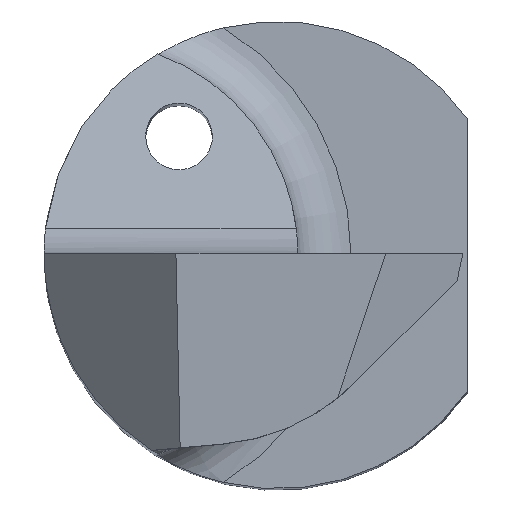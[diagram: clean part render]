
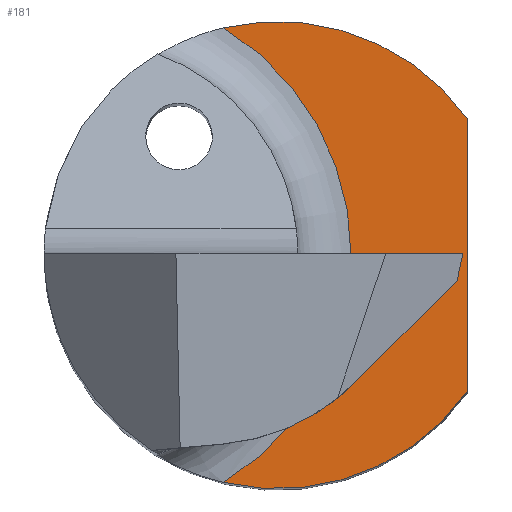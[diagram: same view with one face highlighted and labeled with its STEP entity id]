
A CAD part, top view. The second image highlights one B-rep face of the part: STEP entity #181.
In plain terms, the highlighted planar face has unit normal (0, 0, 1).
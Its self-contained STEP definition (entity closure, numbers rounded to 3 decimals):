
#4 = DIRECTION ( 'NONE',  ( 1., 0., 0. ) ) ;
#7 = AXIS2_PLACEMENT_3D ( 'NONE', #528, #238, #881 ) ;
#48 = LINE ( 'NONE', #342, #460 ) ;
#72 = CIRCLE ( 'NONE', #379, 3.991 ) ;
#78 = FACE_OUTER_BOUND ( 'NONE', #139, .T. ) ;
#81 = DIRECTION ( 'NONE',  ( 0., 0., 1. ) ) ;
#91 = CARTESIAN_POINT ( 'NONE',  ( -0.809, -3.405, 14.75 ) ) ;
#115 = DIRECTION ( 'NONE',  ( 1., 0., 0. ) ) ;
#122 = CARTESIAN_POINT ( 'NONE',  ( 2.85, -2.032, 14.75 ) ) ;
#139 = EDGE_LOOP ( 'NONE', ( #289, #817, #316, #854, #397 ) ) ;
#140 = AXIS2_PLACEMENT_3D ( 'NONE', #358, #81, #4 ) ;
#142 = CIRCLE ( 'NONE', #7, 3.991 ) ;
#181 = ADVANCED_FACE ( 'NONE', ( #78 ), #804, .T. ) ;
#238 = DIRECTION ( 'NONE',  ( 0., 0., -1. ) ) ;
#245 = DIRECTION ( 'NONE',  ( 0., 0., -1. ) ) ;
#249 = DIRECTION ( 'NONE',  ( 1., 0., 0. ) ) ;
#289 = ORIENTED_EDGE ( 'NONE', *, *, #374, .T. ) ;
#299 = CARTESIAN_POINT ( 'NONE',  ( -0.809, 3.405, 14.75 ) ) ;
#308 = VERTEX_POINT ( 'NONE', #786 ) ;
#316 = ORIENTED_EDGE ( 'NONE', *, *, #610, .T. ) ;
#342 = CARTESIAN_POINT ( 'NONE',  ( 2.85, -0.5, 14.75 ) ) ;
#358 = CARTESIAN_POINT ( 'NONE',  ( 0., 0., 14.75 ) ) ;
#374 = EDGE_CURVE ( 'NONE', #308, #582, #820, .T. ) ;
#379 = AXIS2_PLACEMENT_3D ( 'NONE', #589, #245, #877 ) ;
#390 = VERTEX_POINT ( 'NONE', #91 ) ;
#397 = ORIENTED_EDGE ( 'NONE', *, *, #519, .T. ) ;
#423 = VERTEX_POINT ( 'NONE', #871 ) ;
#460 = VECTOR ( 'NONE', #627, 1000. ) ;
#461 = CARTESIAN_POINT ( 'NONE',  ( 0., 0., 14.75 ) ) ;
#487 = CARTESIAN_POINT ( 'NONE',  ( 0., 0., 14.75 ) ) ;
#519 = EDGE_CURVE ( 'NONE', #557, #308, #48, .T. ) ;
#528 = CARTESIAN_POINT ( 'NONE',  ( -2.891, 0., 14.75 ) ) ;
#531 = DIRECTION ( 'NONE',  ( 0., 0., 1. ) ) ;
#545 = CIRCLE ( 'NONE', #821, 3.5 ) ;
#557 = VERTEX_POINT ( 'NONE', #122 ) ;
#582 = VERTEX_POINT ( 'NONE', #299 ) ;
#589 = CARTESIAN_POINT ( 'NONE',  ( -2.891, 0., 14.75 ) ) ;
#599 = EDGE_CURVE ( 'NONE', #582, #423, #72, .T. ) ;
#603 = DIRECTION ( 'NONE',  ( 0., 0., 1. ) ) ;
#610 = EDGE_CURVE ( 'NONE', #423, #390, #142, .T. ) ;
#627 = DIRECTION ( 'NONE',  ( 0., 1., 0. ) ) ;
#766 = EDGE_CURVE ( 'NONE', #390, #557, #545, .T. ) ;
#778 = AXIS2_PLACEMENT_3D ( 'NONE', #461, #531, #249 ) ;
#786 = CARTESIAN_POINT ( 'NONE',  ( 2.85, 2.032, 14.75 ) ) ;
#804 = PLANE ( 'NONE',  #140 ) ;
#817 = ORIENTED_EDGE ( 'NONE', *, *, #599, .T. ) ;
#820 = CIRCLE ( 'NONE', #778, 3.5 ) ;
#821 = AXIS2_PLACEMENT_3D ( 'NONE', #487, #603, #115 ) ;
#854 = ORIENTED_EDGE ( 'NONE', *, *, #766, .T. ) ;
#871 = CARTESIAN_POINT ( 'NONE',  ( 1.1, 0., 14.75 ) ) ;
#877 = DIRECTION ( 'NONE',  ( 1., 0., 0. ) ) ;
#881 = DIRECTION ( 'NONE',  ( 1., 0., 0. ) ) ;
